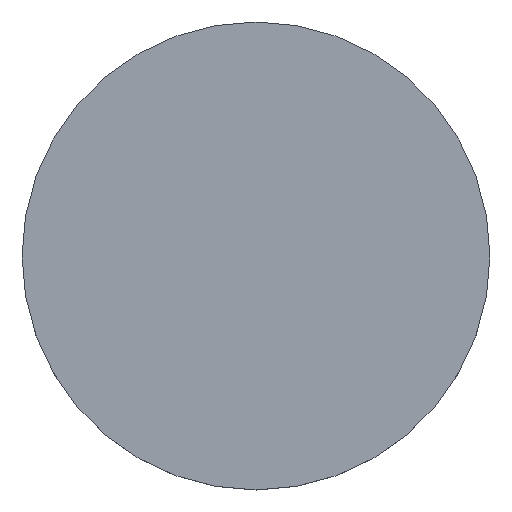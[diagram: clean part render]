
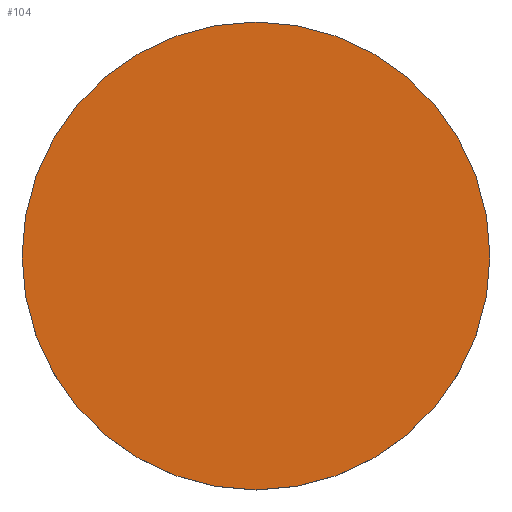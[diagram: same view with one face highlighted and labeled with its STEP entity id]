
A CAD part, top view. The second image highlights one B-rep face of the part: STEP entity #104.
In plain terms, the highlighted planar face has unit normal (0, 0, 1).
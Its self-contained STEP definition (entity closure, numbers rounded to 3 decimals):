
#59 = VERTEX_POINT('',#60);
#60 = CARTESIAN_POINT('',(0.,-0.5,0.05));
#66 = EDGE_CURVE('',#67,#59,#69,.T.);
#67 = VERTEX_POINT('',#68);
#68 = CARTESIAN_POINT('',(0.,0.5,0.05));
#69 = CIRCLE('',#70,0.5);
#70 = AXIS2_PLACEMENT_3D('',#71,#72,#73);
#71 = CARTESIAN_POINT('',(0.,0.,0.05));
#72 = DIRECTION('',(0.,0.,1.));
#73 = DIRECTION('',(0.,1.,0.));
#91 = EDGE_CURVE('',#59,#67,#92,.T.);
#92 = CIRCLE('',#93,0.5);
#93 = AXIS2_PLACEMENT_3D('',#94,#95,#96);
#94 = CARTESIAN_POINT('',(0.,0.,0.05));
#95 = DIRECTION('',(0.,0.,1.));
#96 = DIRECTION('',(0.,-1.,0.));
#104 = ADVANCED_FACE('',(#105),#109,.T.);
#105 = FACE_BOUND('',#106,.F.);
#106 = EDGE_LOOP('',(#107,#108));
#107 = ORIENTED_EDGE('',*,*,#66,.F.);
#108 = ORIENTED_EDGE('',*,*,#91,.F.);
#109 = PLANE('',#110);
#110 = AXIS2_PLACEMENT_3D('',#111,#112,#113);
#111 = CARTESIAN_POINT('',(0.,0.,0.05));
#112 = DIRECTION('',(0.,0.,1.));
#113 = DIRECTION('',(0.,1.,0.));
